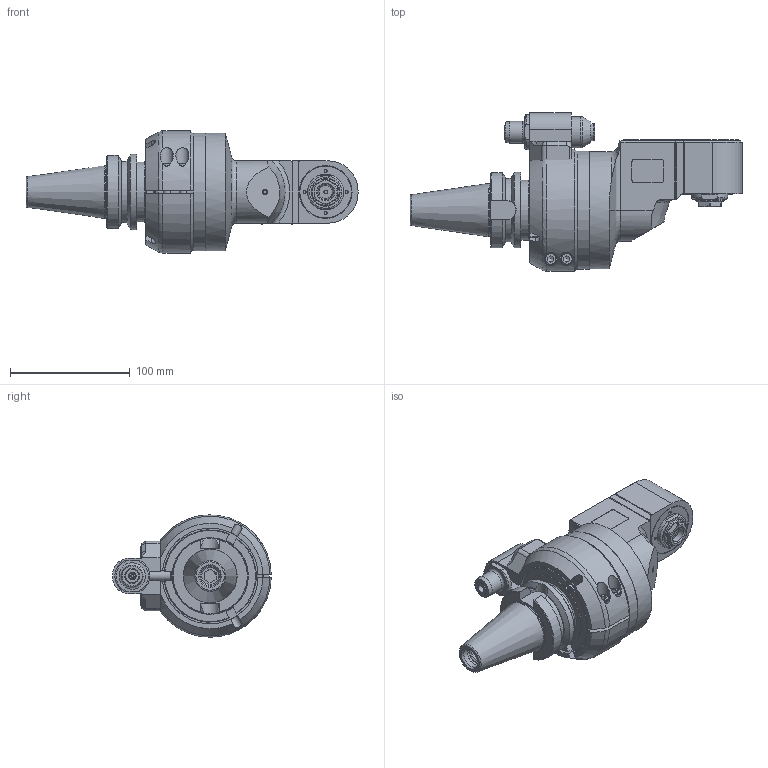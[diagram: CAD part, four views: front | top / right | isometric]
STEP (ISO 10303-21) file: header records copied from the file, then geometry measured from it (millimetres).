
FILE_DESCRIPTION(/* description */ (''),/* implementation_level */ '2;1');
FILE_NAME(/* name */ '9.FR9.10000-1B40.stp',/* time_stamp */ '2024-05-21T11:29:05-04:00',/* author */ ('jkrenzer'),/* organization */ (''),/* preprocessor_version */ 'ST-DEVELOPER v18.1',/* originating_system */ 'Autodesk Inventor 2022',/* authorisation */ '');
FILE_SCHEMA (('AUTOMOTIVE_DESIGN { 1 0 10303 214 3 1 1 }'));
Products named in the file (3): 9.FR9.10000-1B40; 9_GA1_346_2   (Type 1, BT40, 65mm); 9_FR9_10000
Assembly tree (2 placements, depth 2):
  9.FR9.10000-1B40
    9_GA1_346_2   (Type 1, BT40, 65mm)
    9_FR9_10000
Bounding box: 276.9 x 132.23 x 101.99 mm (x, y, z)
Volume: 980310.9 mm3; surface area: 162521.5 mm2
Topology: 5 solids, 8 shells, 596 faces, 1460 edges, 937 vertices
Faces by surface type: plane 262, cylinder 165, cone 136, torus 23, bspline 8, sphere 2
Full cylindrical faces by diameter (mm): 2.5 x3, 2.6 x10, 3 x4, 3.3 x1, 4.2 x4, 4.5 x1, 5 x7, 6 x4, 6.5 x1, 7 x1, 8 x2, 8.5 x22, 10 x4, 10.25 x1, 10.4 x2, 11 x2, 12 x3, 12.5 x1, 13 x3, 14 x2, 16.5 x1, 17 x1, 17.6 x1, 17.943 x1, 18 x2, 19 x1, 23 x1, 24 x1, 24.5 x1, 26 x1
Entity records: 48021 total; most frequent: CARTESIAN_POINT 34135, DIRECTION 2860, ORIENTED_EDGE 2834, EDGE_CURVE 1417, AXIS2_PLACEMENT_3D 1098, VERTEX_POINT 937, EDGE_LOOP 709, LINE 664
